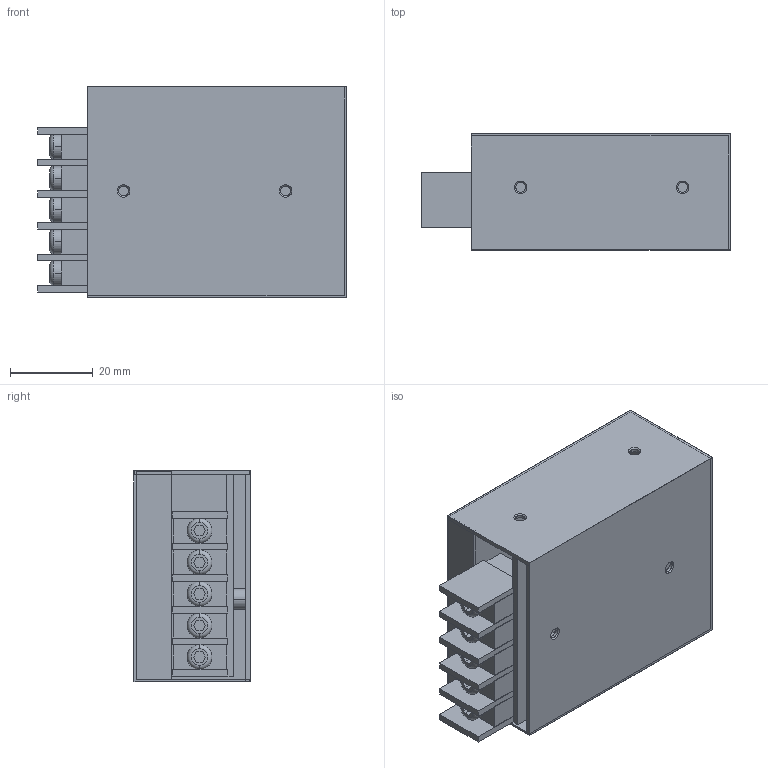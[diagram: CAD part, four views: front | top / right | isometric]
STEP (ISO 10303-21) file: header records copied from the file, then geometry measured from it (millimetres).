
FILE_DESCRIPTION(('STEP AP242'),'1');
FILE_NAME('converter_rs-15-24.stp','2024-02-06T08:00:36',('TraceParts'),('TraceParts S.A.'),'Spatial InterOp 3D',' ',' ');
FILE_SCHEMA(('AP242_MANAGED_MODEL_BASED_3D_ENGINEERING_MIM_LF {1 0 10303 442 1 1 4}'));
Length unit declared in the file: millimetre
Products named in the file (1): converter_rs-15-24_1
Bounding box: 74.5 x 28 x 51 mm (x, y, z)
Volume: 21673.1 mm3; surface area: 33115.7 mm2
Topology: 2 solids, 2 shells, 166 faces, 444 edges, 289 vertices
Faces by surface type: plane 122, cylinder 26, torus 10, cone 8
Entity records: 6493 total; most frequent: CARTESIAN_POINT 901, ORIENTED_EDGE 888, DIRECTION 869, EDGE_CURVE 444, LINE 355, VECTOR 355, VERTEX_POINT 289, AXIS2_PLACEMENT_3D 257
